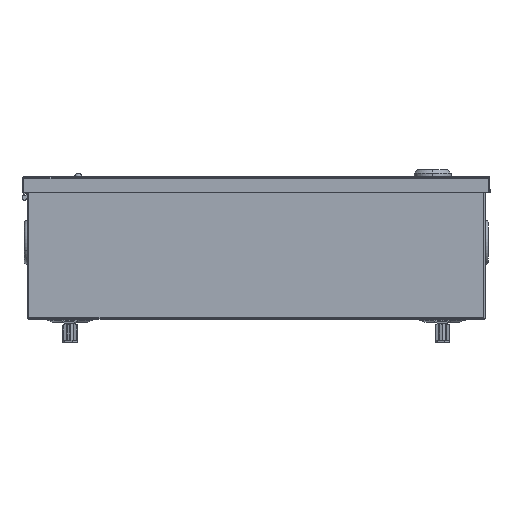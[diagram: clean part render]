
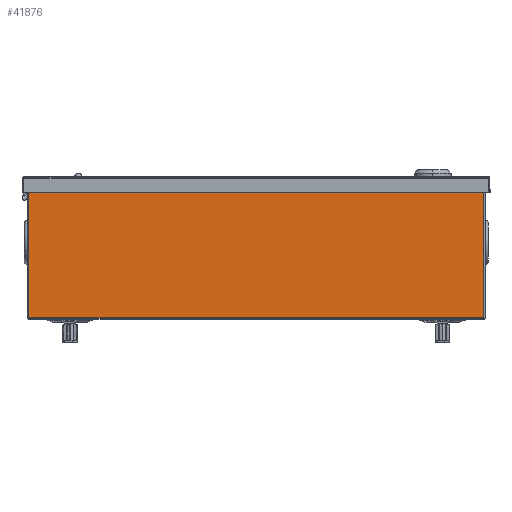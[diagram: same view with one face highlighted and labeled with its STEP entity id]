
A CAD part, front view. The second image highlights one B-rep face of the part: STEP entity #41876.
In plain terms, the highlighted planar face has unit normal (0, -1, 0).
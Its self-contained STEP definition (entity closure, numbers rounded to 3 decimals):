
#342 = VECTOR ( 'NONE', #29021, 1000. ) ;
#3080 = DIRECTION ( 'NONE',  ( -1., 0., 0. ) ) ;
#6692 = CARTESIAN_POINT ( 'NONE',  ( -138.6, -194.5, 83.3 ) ) ;
#9866 = EDGE_CURVE ( 'NONE', #49962, #95085, #29994, .T. ) ;
#10776 = VECTOR ( 'NONE', #75250, 1000. ) ;
#14094 = CARTESIAN_POINT ( 'NONE',  ( 0., -194.5, 0. ) ) ;
#16934 = DIRECTION ( 'NONE',  ( 0., 1., 0. ) ) ;
#25420 = EDGE_CURVE ( 'NONE', #126728, #135848, #101721, .T. ) ;
#29021 = DIRECTION ( 'NONE',  ( 0., 0., -1. ) ) ;
#29294 = CARTESIAN_POINT ( 'NONE',  ( 138.6, -194.5, 83.3 ) ) ;
#29994 = LINE ( 'NONE', #29294, #10776 ) ;
#34680 = EDGE_CURVE ( 'NONE', #95085, #135848, #71414, .T. ) ;
#37912 = DIRECTION ( 'NONE',  ( 0., 0., 1. ) ) ;
#41876 = ADVANCED_FACE ( 'NONE', ( #115620 ), #58009, .F. ) ;
#45765 = DIRECTION ( 'NONE',  ( 0., 0., 1. ) ) ;
#49962 = VERTEX_POINT ( 'NONE', #124118 ) ;
#50368 = ORIENTED_EDGE ( 'NONE', *, *, #106568, .T. ) ;
#52039 = VECTOR ( 'NONE', #3080, 1000. ) ;
#58009 = PLANE ( 'NONE',  #112402 ) ;
#71414 = LINE ( 'NONE', #137050, #342 ) ;
#75250 = DIRECTION ( 'NONE',  ( -1., 0., 0. ) ) ;
#83903 = CARTESIAN_POINT ( 'NONE',  ( 138.6, -194.5, 0.1 ) ) ;
#95085 = VERTEX_POINT ( 'NONE', #6692 ) ;
#98571 = ORIENTED_EDGE ( 'NONE', *, *, #9866, .T. ) ;
#99135 = LINE ( 'NONE', #142394, #123253 ) ;
#101721 = LINE ( 'NONE', #135631, #52039 ) ;
#102535 = ORIENTED_EDGE ( 'NONE', *, *, #25420, .F. ) ;
#104386 = ORIENTED_EDGE ( 'NONE', *, *, #34680, .T. ) ;
#105204 = EDGE_LOOP ( 'NONE', ( #98571, #104386, #102535, #50368 ) ) ;
#106568 = EDGE_CURVE ( 'NONE', #126728, #49962, #99135, .T. ) ;
#109316 = CARTESIAN_POINT ( 'NONE',  ( -138.6, -194.5, 0.1 ) ) ;
#112402 = AXIS2_PLACEMENT_3D ( 'NONE', #14094, #16934, #37912 ) ;
#115620 = FACE_OUTER_BOUND ( 'NONE', #105204, .T. ) ;
#123253 = VECTOR ( 'NONE', #45765, 1000. ) ;
#124118 = CARTESIAN_POINT ( 'NONE',  ( 138.6, -194.5, 83.3 ) ) ;
#126728 = VERTEX_POINT ( 'NONE', #83903 ) ;
#135631 = CARTESIAN_POINT ( 'NONE',  ( -138.6, -194.5, 0.1 ) ) ;
#135848 = VERTEX_POINT ( 'NONE', #109316 ) ;
#137050 = CARTESIAN_POINT ( 'NONE',  ( -138.6, -194.5, 0. ) ) ;
#142394 = CARTESIAN_POINT ( 'NONE',  ( 138.6, -194.5, 0. ) ) ;
